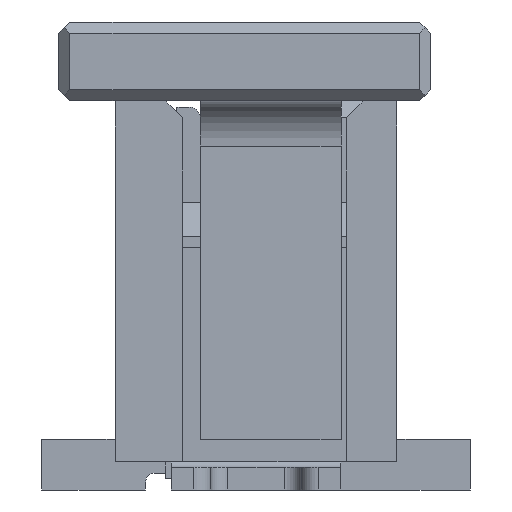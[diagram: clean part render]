
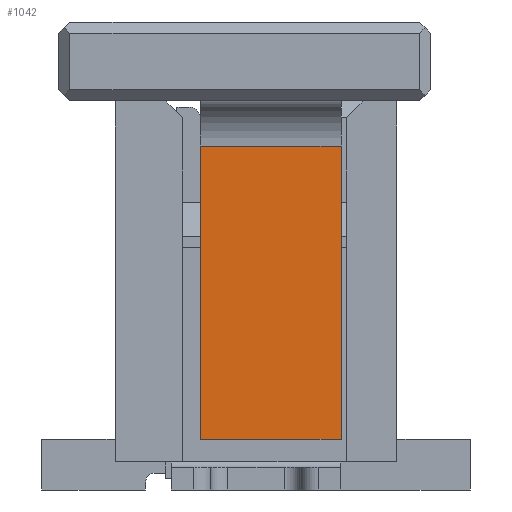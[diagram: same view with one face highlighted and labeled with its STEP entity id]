
A CAD part, left-side view. The second image highlights one B-rep face of the part: STEP entity #1042.
In plain terms, the highlighted planar face has unit normal (-1, 0, 0).
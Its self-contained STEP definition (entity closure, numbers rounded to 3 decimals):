
#1042=ADVANCED_FACE('',(#3763),#3764,.T.);
#3763=FACE_OUTER_BOUND('',#7147,.T.);
#3764=PLANE('',#7148);
#7147=EDGE_LOOP('',(#17913,#17914,#17915,#17916));
#7148=AXIS2_PLACEMENT_3D('',#17917,#17918,#17919);
#17913=ORIENTED_EDGE('',*,*,#25292,.T.);
#17914=ORIENTED_EDGE('',*,*,#26644,.T.);
#17915=ORIENTED_EDGE('',*,*,#26625,.F.);
#17916=ORIENTED_EDGE('',*,*,#26645,.T.);
#17917=CARTESIAN_POINT('',(-12.15,-0.03,-0.4));
#17918=DIRECTION('',(-1.0,0.0,0.0));
#17919=DIRECTION('',(0.0,0.0,1.0));
#25292=EDGE_CURVE('',#31977,#31975,#31978,.T.);
#26625=EDGE_CURVE('',#33878,#33880,#33881,.T.);
#26644=EDGE_CURVE('',#31975,#33880,#33910,.T.);
#26645=EDGE_CURVE('',#33878,#31977,#33911,.T.);
#31975=VERTEX_POINT('',#41942);
#31977=VERTEX_POINT('',#41945);
#31978=LINE('',#41946,#41947);
#33878=VERTEX_POINT('',#44933);
#33880=VERTEX_POINT('',#44935);
#33881=LINE('',#44936,#44937);
#33910=LINE('',#44982,#44983);
#33911=LINE('',#44984,#44985);
#41942=CARTESIAN_POINT('',(-12.15,0.495,-3.0));
#41945=CARTESIAN_POINT('',(-12.15,0.495,-0.4));
#41946=CARTESIAN_POINT('',(-12.15,0.495,-0.4));
#41947=VECTOR('',#50916,2.6);
#44933=CARTESIAN_POINT('',(-12.15,-0.755,-0.4));
#44935=CARTESIAN_POINT('',(-12.15,-0.755,-3.0));
#44936=CARTESIAN_POINT('',(-12.15,-0.755,-0.4));
#44937=VECTOR('',#52741,2.6);
#44982=CARTESIAN_POINT('',(-12.15,0.495,-3.0));
#44983=VECTOR('',#52764,1.25);
#44984=CARTESIAN_POINT('',(-12.15,-0.755,-0.4));
#44985=VECTOR('',#52765,1.25);
#50916=DIRECTION('',(0.0,0.0,-1.0));
#52741=DIRECTION('',(0.0,0.0,-1.0));
#52764=DIRECTION('',(0.0,-1.0,0.0));
#52765=DIRECTION('',(0.0,1.0,0.0));
